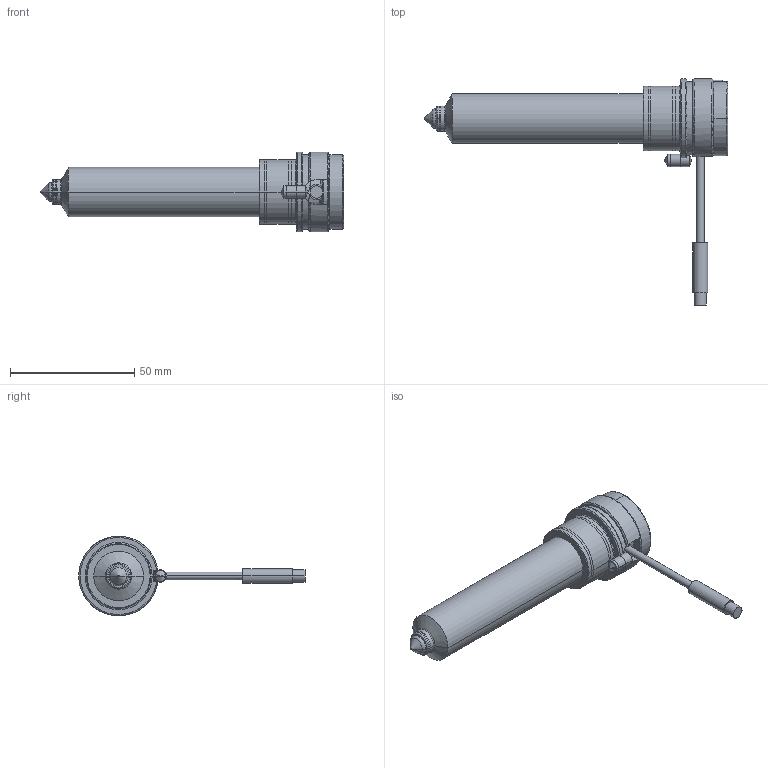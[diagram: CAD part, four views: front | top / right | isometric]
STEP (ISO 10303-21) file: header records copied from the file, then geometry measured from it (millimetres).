
FILE_DESCRIPTION (( 'STEP AP214' ), '1' );
FILE_NAME ('20x103 - dysza - 20103-00.STEP', '2017-05-29T07:16:26', ( '' ), ( '' ), 'SwSTEP 2.0', 'SolidWorks 2016', '' );
FILE_SCHEMA (( 'AUTOMOTIVE_DESIGN' ));
Length unit declared in the file: millimetre
Products named in the file (3): 20x103 - komora 20x103; 20x103 - korpus - 26101-02; 20x103 - dysza - 20103-00
Assembly tree (2 placements, depth 2):
  20x103 - dysza - 20103-00
    20x103 - korpus - 26101-02
    20x103 - komora 20x103
Bounding box: 122 x 90.94 x 31.95 mm (x, y, z)
Volume: 60707.8 mm3; surface area: 24806.7 mm2
Topology: 4 solids, 8 shells, 307 faces, 813 edges, 514 vertices
Faces by surface type: cylinder 104, torus 69, cone 59, plane 47, bspline 14, sphere 14
Entity records: 17051 total; most frequent: CARTESIAN_POINT 9475, ORIENTED_EDGE 1614, DIRECTION 1560, EDGE_CURVE 807, AXIS2_PLACEMENT_3D 675, VERTEX_POINT 514, CIRCLE 377, EDGE_LOOP 327
